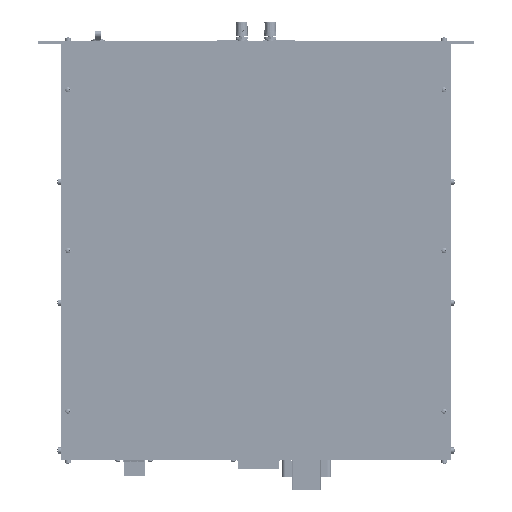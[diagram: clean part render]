
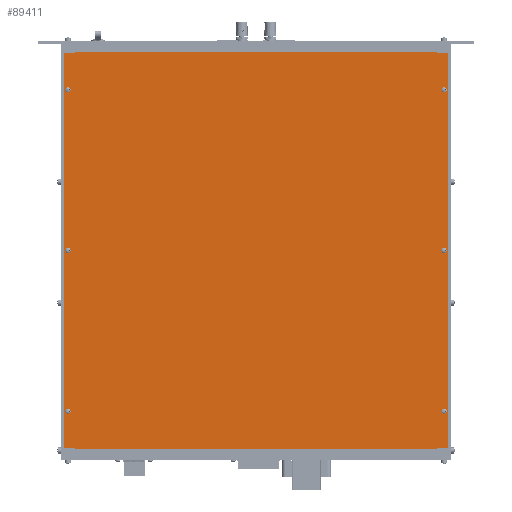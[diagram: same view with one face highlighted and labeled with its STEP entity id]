
A CAD part, front view. The second image highlights one B-rep face of the part: STEP entity #89411.
In plain terms, the highlighted face is planar.
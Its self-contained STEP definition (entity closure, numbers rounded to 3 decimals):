
#2187=FACE_BOUND('',#15753,.T.);
#2188=FACE_BOUND('',#15754,.T.);
#2189=FACE_BOUND('',#15755,.T.);
#2190=FACE_BOUND('',#15756,.T.);
#2191=FACE_BOUND('',#15757,.T.);
#2192=FACE_BOUND('',#15758,.T.);
#3631=PLANE('',#95641);
#10722=FACE_OUTER_BOUND('',#15752,.T.);
#15752=EDGE_LOOP('',(#68602,#68603,#68604,#68605,#68606,#68607,#68608,#68609,
#68610,#68611,#68612,#68613));
#15753=EDGE_LOOP('',(#68614));
#15754=EDGE_LOOP('',(#68615));
#15755=EDGE_LOOP('',(#68616));
#15756=EDGE_LOOP('',(#68617));
#15757=EDGE_LOOP('',(#68618));
#15758=EDGE_LOOP('',(#68619));
#21989=LINE('',#136082,#30675);
#21993=LINE('',#136090,#30679);
#21996=LINE('',#136096,#30682);
#22001=LINE('',#136105,#30687);
#22002=LINE('',#136108,#30688);
#22005=LINE('',#136115,#30691);
#22009=LINE('',#136123,#30695);
#22012=LINE('',#136129,#30698);
#22015=LINE('',#136135,#30701);
#22020=LINE('',#136144,#30706);
#22028=LINE('',#136183,#30714);
#22030=LINE('',#136186,#30716);
#30675=VECTOR('',#108022,0.394);
#30679=VECTOR('',#108028,0.394);
#30682=VECTOR('',#108033,0.394);
#30687=VECTOR('',#108040,0.394);
#30688=VECTOR('',#108043,0.394);
#30691=VECTOR('',#108048,0.394);
#30695=VECTOR('',#108054,0.394);
#30698=VECTOR('',#108059,0.394);
#30701=VECTOR('',#108064,0.394);
#30706=VECTOR('',#108071,0.394);
#30714=VECTOR('',#108117,0.394);
#30716=VECTOR('',#108121,0.394);
#38202=CIRCLE('',#95621,0.094);
#38204=CIRCLE('',#95624,0.094);
#38206=CIRCLE('',#95627,0.094);
#38208=CIRCLE('',#95630,0.094);
#38210=CIRCLE('',#95633,0.094);
#38212=CIRCLE('',#95636,0.094);
#42784=VERTEX_POINT('',#136080);
#42785=VERTEX_POINT('',#136081);
#42788=VERTEX_POINT('',#136089);
#42790=VERTEX_POINT('',#136095);
#42793=VERTEX_POINT('',#136103);
#42794=VERTEX_POINT('',#136107);
#42796=VERTEX_POINT('',#136113);
#42797=VERTEX_POINT('',#136114);
#42800=VERTEX_POINT('',#136122);
#42802=VERTEX_POINT('',#136128);
#42804=VERTEX_POINT('',#136134);
#42807=VERTEX_POINT('',#136142);
#42808=VERTEX_POINT('',#136146);
#42810=VERTEX_POINT('',#136152);
#42812=VERTEX_POINT('',#136158);
#42814=VERTEX_POINT('',#136164);
#42816=VERTEX_POINT('',#136170);
#42818=VERTEX_POINT('',#136176);
#52391=EDGE_CURVE('',#42784,#42785,#21989,.T.);
#52395=EDGE_CURVE('',#42788,#42784,#21993,.T.);
#52398=EDGE_CURVE('',#42785,#42790,#21996,.T.);
#52403=EDGE_CURVE('',#42788,#42793,#22001,.T.);
#52404=EDGE_CURVE('',#42794,#42790,#22002,.T.);
#52407=EDGE_CURVE('',#42796,#42797,#22005,.T.);
#52411=EDGE_CURVE('',#42800,#42796,#22009,.T.);
#52414=EDGE_CURVE('',#42797,#42802,#22012,.T.);
#52417=EDGE_CURVE('',#42804,#42800,#22015,.T.);
#52422=EDGE_CURVE('',#42802,#42807,#22020,.T.);
#52423=EDGE_CURVE('',#42808,#42808,#38202,.T.);
#52426=EDGE_CURVE('',#42810,#42810,#38204,.T.);
#52429=EDGE_CURVE('',#42812,#42812,#38206,.T.);
#52432=EDGE_CURVE('',#42814,#42814,#38208,.T.);
#52435=EDGE_CURVE('',#42816,#42816,#38210,.T.);
#52438=EDGE_CURVE('',#42818,#42818,#38212,.T.);
#52442=EDGE_CURVE('',#42807,#42794,#22028,.T.);
#52444=EDGE_CURVE('',#42793,#42804,#22030,.T.);
#68602=ORIENTED_EDGE('',*,*,#52417,.T.);
#68603=ORIENTED_EDGE('',*,*,#52411,.T.);
#68604=ORIENTED_EDGE('',*,*,#52407,.T.);
#68605=ORIENTED_EDGE('',*,*,#52414,.T.);
#68606=ORIENTED_EDGE('',*,*,#52422,.T.);
#68607=ORIENTED_EDGE('',*,*,#52442,.T.);
#68608=ORIENTED_EDGE('',*,*,#52404,.T.);
#68609=ORIENTED_EDGE('',*,*,#52398,.F.);
#68610=ORIENTED_EDGE('',*,*,#52391,.F.);
#68611=ORIENTED_EDGE('',*,*,#52395,.F.);
#68612=ORIENTED_EDGE('',*,*,#52403,.T.);
#68613=ORIENTED_EDGE('',*,*,#52444,.T.);
#68614=ORIENTED_EDGE('',*,*,#52423,.T.);
#68615=ORIENTED_EDGE('',*,*,#52426,.T.);
#68616=ORIENTED_EDGE('',*,*,#52429,.T.);
#68617=ORIENTED_EDGE('',*,*,#52432,.T.);
#68618=ORIENTED_EDGE('',*,*,#52435,.T.);
#68619=ORIENTED_EDGE('',*,*,#52438,.T.);
#89411=ADVANCED_FACE('',(#10722,#2187,#2188,#2189,#2190,#2191,#2192),#3631,
 .F.);
#95621=AXIS2_PLACEMENT_3D('',#136147,#108074,#108075);
#95624=AXIS2_PLACEMENT_3D('',#136153,#108081,#108082);
#95627=AXIS2_PLACEMENT_3D('',#136159,#108088,#108089);
#95630=AXIS2_PLACEMENT_3D('',#136165,#108095,#108096);
#95633=AXIS2_PLACEMENT_3D('',#136171,#108102,#108103);
#95636=AXIS2_PLACEMENT_3D('',#136177,#108109,#108110);
#95641=AXIS2_PLACEMENT_3D('',#136188,#108124,#108125);
#108022=DIRECTION('',(1.,0.,0.));
#108028=DIRECTION('',(0.,-1.,0.));
#108033=DIRECTION('',(0.,1.,0.));
#108040=DIRECTION('',(-1.,0.,0.));
#108043=DIRECTION('',(-1.,0.,0.));
#108048=DIRECTION('',(1.,0.,0.));
#108054=DIRECTION('',(0.,1.,0.));
#108059=DIRECTION('',(0.,-1.,0.));
#108064=DIRECTION('',(1.,0.,0.));
#108071=DIRECTION('',(1.,0.,0.));
#108074=DIRECTION('center_axis',(0.,0.,1.));
#108075=DIRECTION('ref_axis',(-1.,0.,0.));
#108081=DIRECTION('center_axis',(0.,0.,1.));
#108082=DIRECTION('ref_axis',(-1.,0.,0.));
#108088=DIRECTION('center_axis',(0.,0.,1.));
#108089=DIRECTION('ref_axis',(-1.,0.,0.));
#108095=DIRECTION('center_axis',(0.,0.,1.));
#108096=DIRECTION('ref_axis',(-1.,0.,0.));
#108102=DIRECTION('center_axis',(0.,0.,1.));
#108103=DIRECTION('ref_axis',(-1.,0.,0.));
#108109=DIRECTION('center_axis',(0.,0.,1.));
#108110=DIRECTION('ref_axis',(-1.,0.,0.));
#108117=DIRECTION('',(0.,-1.,0.));
#108121=DIRECTION('',(0.,1.,0.));
#108124=DIRECTION('center_axis',(0.,0.,1.));
#108125=DIRECTION('ref_axis',(1.,0.,0.));
#136080=CARTESIAN_POINT('',(-7.863,-8.863,0.));
#136081=CARTESIAN_POINT('',(7.863,-8.863,0.));
#136082=CARTESIAN_POINT('',(-3.931,-8.863,0.));
#136089=CARTESIAN_POINT('',(-7.863,-8.613,0.));
#136090=CARTESIAN_POINT('',(-7.863,-8.675,0.));
#136095=CARTESIAN_POINT('',(7.863,-8.613,0.));
#136096=CARTESIAN_POINT('',(7.863,-8.8,0.));
#136103=CARTESIAN_POINT('',(-8.363,-8.613,0.));
#136105=CARTESIAN_POINT('',(8.363,-8.613,0.));
#136107=CARTESIAN_POINT('',(8.363,-8.613,0.));
#136108=CARTESIAN_POINT('',(8.363,-8.613,0.));
#136113=CARTESIAN_POINT('',(-7.863,8.863,0.));
#136114=CARTESIAN_POINT('',(7.863,8.863,0.));
#136115=CARTESIAN_POINT('',(-3.931,8.863,0.));
#136122=CARTESIAN_POINT('',(-7.863,8.613,0.));
#136123=CARTESIAN_POINT('',(-7.863,8.675,0.));
#136128=CARTESIAN_POINT('',(7.863,8.613,0.));
#136129=CARTESIAN_POINT('',(7.863,8.8,0.));
#136134=CARTESIAN_POINT('',(-8.363,8.613,0.));
#136135=CARTESIAN_POINT('',(-8.363,8.613,0.));
#136142=CARTESIAN_POINT('',(8.363,8.613,0.));
#136144=CARTESIAN_POINT('',(-8.363,8.613,0.));
#136146=CARTESIAN_POINT('',(8.281,-7.,0.));
#136147=CARTESIAN_POINT('Origin',(8.188,-7.,0.));
#136152=CARTESIAN_POINT('',(-8.094,-7.,0.));
#136153=CARTESIAN_POINT('Origin',(-8.188,-7.,0.));
#136158=CARTESIAN_POINT('',(8.281,7.,0.));
#136159=CARTESIAN_POINT('Origin',(8.188,7.,0.));
#136164=CARTESIAN_POINT('',(-8.094,7.,0.));
#136165=CARTESIAN_POINT('Origin',(-8.188,7.,0.));
#136170=CARTESIAN_POINT('',(8.281,0.,0.));
#136171=CARTESIAN_POINT('Origin',(8.188,0.,0.));
#136176=CARTESIAN_POINT('',(-8.094,0.,0.));
#136177=CARTESIAN_POINT('Origin',(-8.188,0.,0.));
#136183=CARTESIAN_POINT('',(8.363,8.613,0.));
#136186=CARTESIAN_POINT('',(-8.363,-8.613,0.));
#136188=CARTESIAN_POINT('Origin',(0.,0.,0.));
